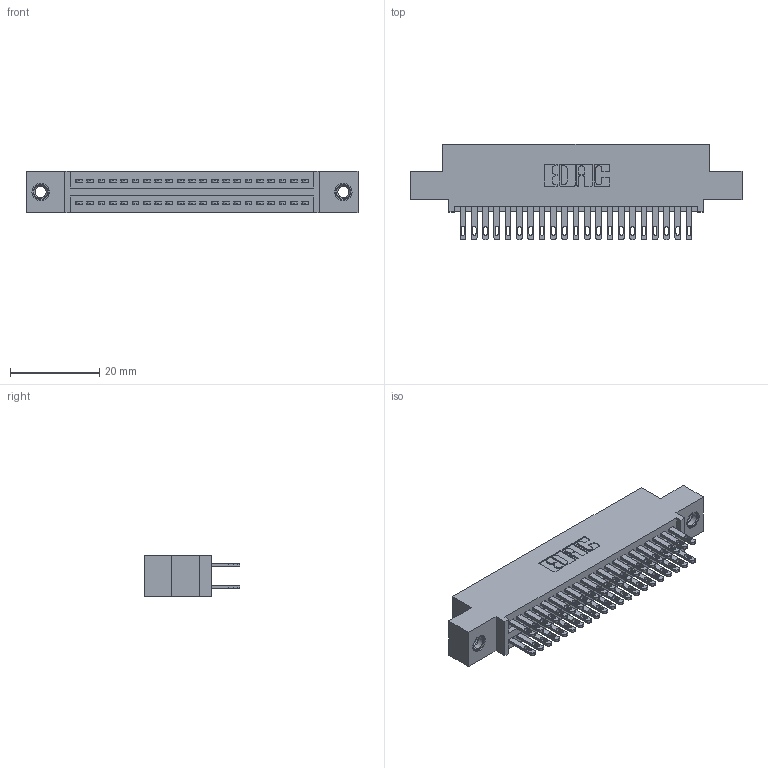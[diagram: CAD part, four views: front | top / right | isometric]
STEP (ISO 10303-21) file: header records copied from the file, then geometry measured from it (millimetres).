
FILE_DESCRIPTION (( 'STEP AP203' ), '1' );
FILE_NAME ('895-042-500-507.STEP', '2020-09-27T01:12:11', ( '' ), ( '' ), 'SwSTEP 2.0', 'SolidWorks 2020', '' );
FILE_SCHEMA (( 'CONFIG_CONTROL_DESIGN' ));
Length unit declared in the file: inch
Products named in the file (4): 895-042-500-507; 345-250-001_345-250-005-103; 845 Part_0.110 Offset - 0.156 Dia-TI; 345-292-001_345-293-100
Assembly tree (45 placements, depth 2):
  895-042-500-507
    845 Part_0.110 Offset - 0.156 Dia-TI
    345-292-001_345-293-100  x42
    345-250-001_345-250-005-103  x2
Bounding box: 74.55 x 21.51 x 9.4 mm (x, y, z)
Volume: 7088.3 mm3; surface area: 10620.1 mm2
Topology: 45 solids, 45 shells, 2122 faces, 6411 edges, 4266 vertices
Faces by surface type: plane 1250, cylinder 856, cone 12, torus 4
Entity records: 20552 total; most frequent: CARTESIAN_POINT 3447, ORIENTED_EDGE 3374, DIRECTION 3093, EDGE_CURVE 1687, LINE 1447, VECTOR 1447, VERTEX_POINT 1120, AXIS2_PLACEMENT_3D 823
